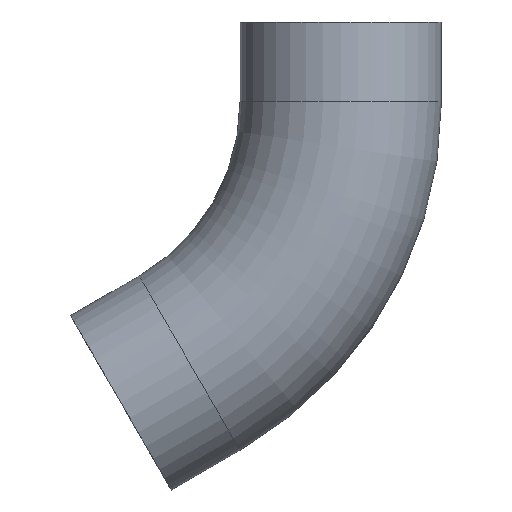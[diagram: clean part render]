
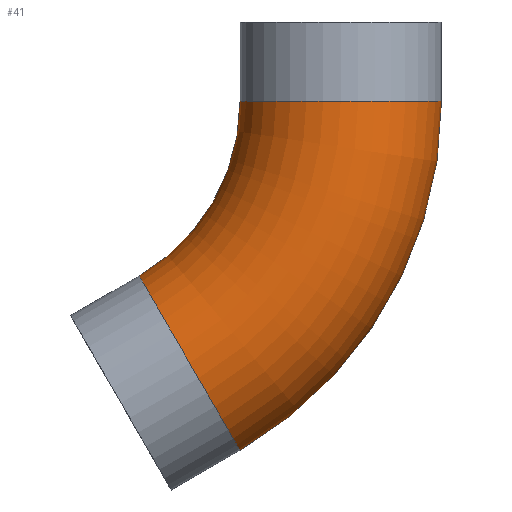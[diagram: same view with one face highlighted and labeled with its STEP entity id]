
A CAD part, front view. The second image highlights one B-rep face of the part: STEP entity #41.
In plain terms, the highlighted toroidal (fillet/blend) face has major radius 750 mm and minor radius 250 mm.
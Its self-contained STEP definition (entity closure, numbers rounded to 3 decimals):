
#41=ADVANCED_FACE('',(#88),#89,.T.);
#88=FACE_OUTER_BOUND('',#140,.T.);
#89=TOROIDAL_SURFACE('',#141,750.0,250.0);
#140=EDGE_LOOP('',(#193,#194,#195,#196));
#141=AXIS2_PLACEMENT_3D('',#197,#198,#199);
#193=ORIENTED_EDGE('',*,*,#307,.F.);
#194=ORIENTED_EDGE('',*,*,#308,.T.);
#195=ORIENTED_EDGE('',*,*,#309,.F.);
#196=ORIENTED_EDGE('',*,*,#310,.T.);
#197=CARTESIAN_POINT('',(-750.0,0.,433.013));
#198=DIRECTION('',(0.0,1.0,0.0));
#199=DIRECTION('',(-1.0,0.0,0.0));
#307=EDGE_CURVE('',#358,#359,#360,.T.);
#308=EDGE_CURVE('',#358,#361,#362,.T.);
#309=EDGE_CURVE('',#363,#361,#364,.T.);
#310=EDGE_CURVE('',#363,#359,#365,.T.);
#358=VERTEX_POINT('',#421);
#359=VERTEX_POINT('',#422);
#360=CIRCLE('',#423,1000.0);
#361=VERTEX_POINT('',#424);
#362=CIRCLE('',#425,250.0);
#363=VERTEX_POINT('',#426);
#364=CIRCLE('',#427,500.0);
#365=CIRCLE('',#428,250.0);
#421=CARTESIAN_POINT('',(250.0,0.0,433.013));
#422=CARTESIAN_POINT('',(-250.,0.,-433.013));
#423=AXIS2_PLACEMENT_3D('',#496,#497,#498);
#424=CARTESIAN_POINT('',(-250.0,0.,433.013));
#425=AXIS2_PLACEMENT_3D('',#499,#500,#501);
#426=CARTESIAN_POINT('',(-500.,0.,0.));
#427=AXIS2_PLACEMENT_3D('',#502,#503,#504);
#428=AXIS2_PLACEMENT_3D('',#505,#506,#507);
#496=CARTESIAN_POINT('',(-750.0,0.,433.013));
#497=DIRECTION('',(0.0,1.0,0.0));
#498=DIRECTION('',(0.0,0.0,1.0));
#499=CARTESIAN_POINT('',(0.0,0.,433.013));
#500=DIRECTION('',(0.0,0.0,-1.0));
#501=DIRECTION('',(1.0,0.,0.0));
#502=CARTESIAN_POINT('',(-750.0,0.,433.013));
#503=DIRECTION('',(0.0,-1.0,0.0));
#504=DIRECTION('',(0.0,0.0,1.0));
#505=CARTESIAN_POINT('',(-375.,0.,-216.506));
#506=DIRECTION('',(0.866,0.0,0.5));
#507=DIRECTION('',(0.5,0.,-0.866));
